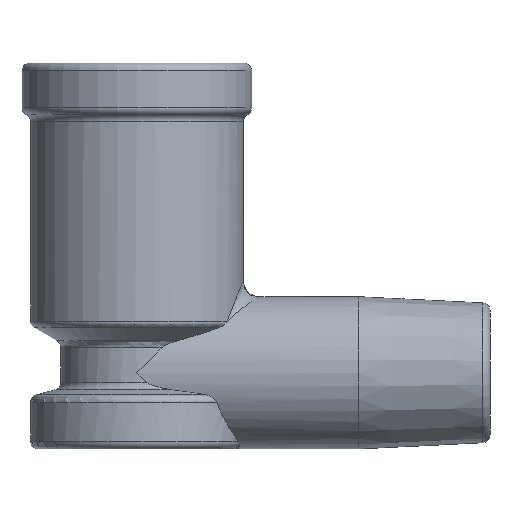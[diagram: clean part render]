
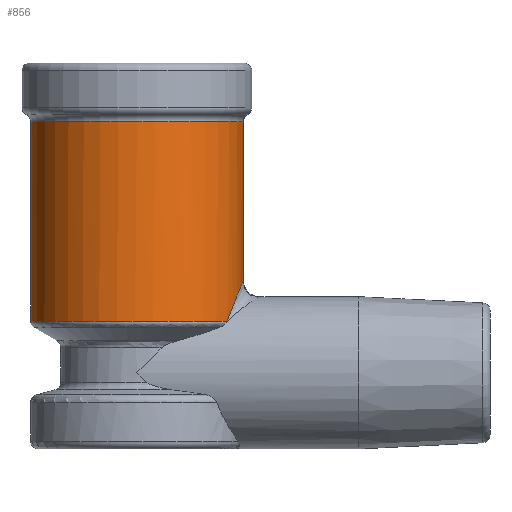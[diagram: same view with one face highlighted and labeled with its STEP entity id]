
A CAD part, front view. The second image highlights one B-rep face of the part: STEP entity #856.
In plain terms, the highlighted cylindrical face has radius 10.287 mm (diameter 20.574 mm), a partial arc.
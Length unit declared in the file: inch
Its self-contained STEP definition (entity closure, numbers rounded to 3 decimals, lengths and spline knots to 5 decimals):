
#3 = CARTESIAN_POINT ( 'NONE',  ( 0.34476, -0.21252, -0.98268 ) ) ;
#15 = CARTESIAN_POINT ( 'NONE',  ( 0.37584, -0.15096, -0.9001 ) ) ;
#27 = CARTESIAN_POINT ( 'NONE',  ( 0.39791, -0.07547, -0.84664 ) ) ;
#43 = LINE ( 'NONE', #719, #661 ) ;
#82 = FACE_OUTER_BOUND ( 'NONE', #760, .T. ) ;
#177 = CARTESIAN_POINT ( 'NONE',  ( 0.36398, -0.17761, -0.93052 ) ) ;
#185 = CARTESIAN_POINT ( 'NONE',  ( 0.39331, -0.09673, -0.85748 ) ) ;
#222 = EDGE_CURVE ( 'NONE', #1786, #1933, #1879, .T. ) ;
#235 = CARTESIAN_POINT ( 'NONE',  ( 0.405, 0., -0.83 ) ) ;
#296 = CARTESIAN_POINT ( 'NONE',  ( -0.405, 0., 0.11249 ) ) ;
#337 = CARTESIAN_POINT ( 'NONE',  ( 0.36341, -0.17877, -0.932 ) ) ;
#348 = CARTESIAN_POINT ( 'NONE',  ( 0.38305, -0.13152, -0.88221 ) ) ;
#353 = CARTESIAN_POINT ( 'NONE',  ( -0.405, 0., -0.98268 ) ) ;
#371 = CARTESIAN_POINT ( 'NONE',  ( 0., 0., -0.98268 ) ) ;
#410 = DIRECTION ( 'NONE',  ( -1., 0., 0. ) ) ;
#503 = CARTESIAN_POINT ( 'NONE',  ( 0.3586, -0.18829, -0.94468 ) ) ;
#519 = CARTESIAN_POINT ( 'NONE',  ( 0.38255, -0.13298, -0.88344 ) ) ;
#529 = CARTESIAN_POINT ( 'NONE',  ( 0.40291, -0.04749, -0.83489 ) ) ;
#557 = AXIS2_PLACEMENT_3D ( 'NONE', #371, #1069, #1802 ) ;
#568 = CARTESIAN_POINT ( 'NONE',  ( 0.34476, -0.21252, -0.98268 ) ) ;
#588 = DIRECTION ( 'NONE',  ( -1., 0., 0. ) ) ;
#661 = VECTOR ( 'NONE', #1431, 39.37008 ) ;
#679 = CARTESIAN_POINT ( 'NONE',  ( 0.34807, -0.20716, -0.97329 ) ) ;
#691 = CARTESIAN_POINT ( 'NONE',  ( 0.37815, -0.14512, -0.89432 ) ) ;
#702 = CARTESIAN_POINT ( 'NONE',  ( 0.39827, -0.07351, -0.84579 ) ) ;
#719 = CARTESIAN_POINT ( 'NONE',  ( 0.405, 0., 0.11249 ) ) ;
#741 = AXIS2_PLACEMENT_3D ( 'NONE', #1473, #2188, #588 ) ;
#757 = CYLINDRICAL_SURFACE ( 'NONE', #741, 0.405 ) ;
#760 = EDGE_LOOP ( 'NONE', ( #960, #1224, #1042, #1115, #1477 ) ) ;
#795 = CARTESIAN_POINT ( 'NONE',  ( -0.405, 0., -0.22333 ) ) ;
#801 = CIRCLE ( 'NONE', #2125, 0.405 ) ;
#809 = B_SPLINE_CURVE_WITH_KNOTS ( 'NONE', 3,
 ( #3, #679, #1387, #2115, #503, #1203, #1950, #337, #1034, #1766, #177, #854, #1576, #15, #691, #1401, #2127, #519, #1217, #1961, #348, #1045, #1777, #185, #868, #1588, #27, #702, #1414, #2136, #529, #1227, #1971 ),
 .UNSPECIFIED., .F., .F.,
 ( 4, 2, 1, 1, 1, 1, 2, 2, 2, 1, 1, 1, 1, 2, 2, 2, 1, 1, 1, 2, 2, 4 ),
 ( 0., 0.06252, 0.09378, 0.10941, 0.11723, 0.12113, 0.12309, 0.12504, 0.18756, 0.21882, 0.23445, 0.24227, 0.24617, 0.24813, 0.25008, 0.3126, 0.34386, 0.35949, 0.36731, 0.37121, 0.37512, 0.50016 ),
 .UNSPECIFIED. ) ;
#854 = CARTESIAN_POINT ( 'NONE',  ( 0.36767, -0.17003, -0.92087 ) ) ;
#856 = ADVANCED_FACE ( 'NONE', ( #82 ), #757, .T. ) ;
#868 = CARTESIAN_POINT ( 'NONE',  ( 0.39514, -0.08909, -0.85316 ) ) ;
#960 = ORIENTED_EDGE ( 'NONE', *, *, #1378, .F. ) ;
#992 = DIRECTION ( 'NONE',  ( 0., 0., -1. ) ) ;
#1034 = CARTESIAN_POINT ( 'NONE',  ( 0.3637, -0.17817, -0.93124 ) ) ;
#1042 = ORIENTED_EDGE ( 'NONE', *, *, #1691, .T. ) ;
#1045 = CARTESIAN_POINT ( 'NONE',  ( 0.38643, -0.12165, -0.87393 ) ) ;
#1069 = DIRECTION ( 'NONE',  ( 0., 0., 1. ) ) ;
#1115 = ORIENTED_EDGE ( 'NONE', *, *, #222, .T. ) ;
#1128 = EDGE_CURVE ( 'NONE', #1416, #1638, #801, .T. ) ;
#1203 = CARTESIAN_POINT ( 'NONE',  ( 0.36136, -0.18289, -0.93738 ) ) ;
#1217 = CARTESIAN_POINT ( 'NONE',  ( 0.38281, -0.13223, -0.88281 ) ) ;
#1224 = ORIENTED_EDGE ( 'NONE', *, *, #1128, .T. ) ;
#1227 = CARTESIAN_POINT ( 'NONE',  ( 0.405, -0.0237, -0.83 ) ) ;
#1283 = CARTESIAN_POINT ( 'NONE',  ( 0., 0., -0.22333 ) ) ;
#1378 = EDGE_CURVE ( 'NONE', #1416, #1461, #43, .T. ) ;
#1387 = CARTESIAN_POINT ( 'NONE',  ( 0.35135, -0.20155, -0.96422 ) ) ;
#1401 = CARTESIAN_POINT ( 'NONE',  ( 0.3807, -0.13821, -0.888 ) ) ;
#1414 = CARTESIAN_POINT ( 'NONE',  ( 0.39851, -0.0722, -0.84522 ) ) ;
#1416 = VERTEX_POINT ( 'NONE', #1447 ) ;
#1431 = DIRECTION ( 'NONE',  ( 0., 0., -1. ) ) ;
#1447 = CARTESIAN_POINT ( 'NONE',  ( 0.405, 0., -0.22333 ) ) ;
#1461 = VERTEX_POINT ( 'NONE', #235 ) ;
#1473 = CARTESIAN_POINT ( 'NONE',  ( 0., 0., 0.11249 ) ) ;
#1477 = ORIENTED_EDGE ( 'NONE', *, *, #1838, .T. ) ;
#1576 = CARTESIAN_POINT ( 'NONE',  ( 0.37106, -0.1625, -0.91217 ) ) ;
#1588 = CARTESIAN_POINT ( 'NONE',  ( 0.39703, -0.08004, -0.84872 ) ) ;
#1638 = VERTEX_POINT ( 'NONE', #795 ) ;
#1691 = EDGE_CURVE ( 'NONE', #1638, #1786, #1912, .T. ) ;
#1766 = CARTESIAN_POINT ( 'NONE',  ( 0.3639, -0.17778, -0.93073 ) ) ;
#1777 = CARTESIAN_POINT ( 'NONE',  ( 0.3894, -0.11182, -0.8668 ) ) ;
#1786 = VERTEX_POINT ( 'NONE', #353 ) ;
#1802 = DIRECTION ( 'NONE',  ( 1., 0., 0. ) ) ;
#1838 = EDGE_CURVE ( 'NONE', #1933, #1461, #809, .T. ) ;
#1879 = CIRCLE ( 'NONE', #557, 0.405 ) ;
#1912 = LINE ( 'NONE', #296, #2008 ) ;
#1933 = VERTEX_POINT ( 'NONE', #568 ) ;
#1950 = CARTESIAN_POINT ( 'NONE',  ( 0.36273, -0.18015, -0.93379 ) ) ;
#1961 = CARTESIAN_POINT ( 'NONE',  ( 0.38298, -0.13172, -0.88238 ) ) ;
#1971 = CARTESIAN_POINT ( 'NONE',  ( 0.405, 0., -0.83 ) ) ;
#2008 = VECTOR ( 'NONE', #992, 39.37008 ) ;
#2018 = DIRECTION ( 'NONE',  ( 0., 0., -1. ) ) ;
#2115 = CARTESIAN_POINT ( 'NONE',  ( 0.3562, -0.19277, -0.95111 ) ) ;
#2125 = AXIS2_PLACEMENT_3D ( 'NONE', #1283, #2018, #410 ) ;
#2127 = CARTESIAN_POINT ( 'NONE',  ( 0.38194, -0.13472, -0.88494 ) ) ;
#2136 = CARTESIAN_POINT ( 'NONE',  ( 0.39862, -0.07161, -0.84497 ) ) ;
#2188 = DIRECTION ( 'NONE',  ( 0., 0., -1. ) ) ;
